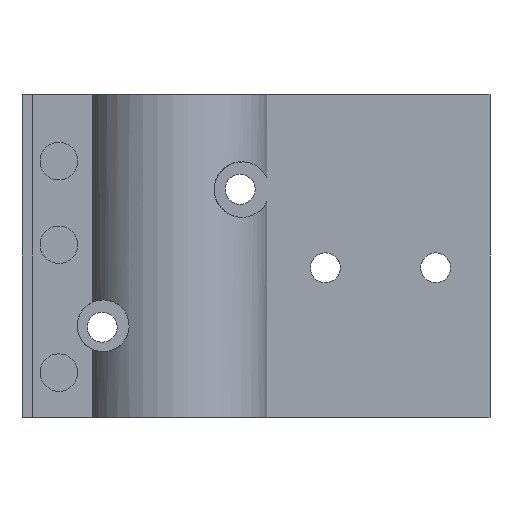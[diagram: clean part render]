
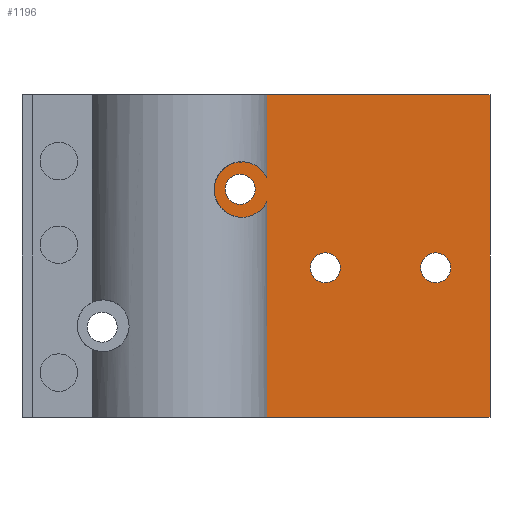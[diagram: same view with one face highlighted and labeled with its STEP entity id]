
A CAD part, front view. The second image highlights one B-rep face of the part: STEP entity #1196.
In plain terms, the highlighted planar face has unit normal (0, -1, 0).
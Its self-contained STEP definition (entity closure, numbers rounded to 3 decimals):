
#317 = VERTEX_POINT('',#318);
#318 = CARTESIAN_POINT('',(-2.528,-10.,20.));
#358 = PLANE('',#359);
#359 = AXIS2_PLACEMENT_3D('',#360,#361,#362);
#360 = CARTESIAN_POINT('',(-26.853,0.,20.));
#361 = DIRECTION('',(0.,0.,1.));
#362 = DIRECTION('',(1.,0.,0.));
#698 = EDGE_CURVE('',#317,#699,#701,.T.);
#699 = VERTEX_POINT('',#700);
#700 = CARTESIAN_POINT('',(35.575,-10.,20.));
#701 = SURFACE_CURVE('',#702,(#706,#713),.PCURVE_S1.);
#702 = LINE('',#703,#704);
#703 = CARTESIAN_POINT('',(-26.853,-10.,20.));
#704 = VECTOR('',#705,1.);
#705 = DIRECTION('',(1.,0.,0.));
#706 = PCURVE('',#358,#707);
#707 = DEFINITIONAL_REPRESENTATION('',(#708),#712);
#708 = LINE('',#709,#710);
#709 = CARTESIAN_POINT('',(0.,-10.));
#710 = VECTOR('',#711,1.);
#711 = DIRECTION('',(1.,0.));
#712 = ( GEOMETRIC_REPRESENTATION_CONTEXT(2) 
PARAMETRIC_REPRESENTATION_CONTEXT() REPRESENTATION_CONTEXT('2D SPACE',''
  ) );
#713 = PCURVE('',#714,#719);
#714 = PLANE('',#715);
#715 = AXIS2_PLACEMENT_3D('',#716,#717,#718);
#716 = CARTESIAN_POINT('',(4.361,-10.,-1.5));
#717 = DIRECTION('',(0.,1.,0.));
#718 = DIRECTION('',(0.,0.,1.));
#719 = DEFINITIONAL_REPRESENTATION('',(#720),#724);
#720 = LINE('',#721,#722);
#721 = CARTESIAN_POINT('',(21.5,-31.214));
#722 = VECTOR('',#723,1.);
#723 = DIRECTION('',(0.,1.));
#724 = ( GEOMETRIC_REPRESENTATION_CONTEXT(2) 
PARAMETRIC_REPRESENTATION_CONTEXT() REPRESENTATION_CONTEXT('2D SPACE',''
  ) );
#740 = PLANE('',#741);
#741 = AXIS2_PLACEMENT_3D('',#742,#743,#744);
#742 = CARTESIAN_POINT('',(35.575,0.,20.));
#743 = DIRECTION('',(1.,0.,0.));
#744 = DIRECTION('',(0.,0.,-1.));
#795 = PLANE('',#796);
#796 = AXIS2_PLACEMENT_3D('',#797,#798,#799);
#797 = CARTESIAN_POINT('',(-2.528,0.,-23.));
#798 = DIRECTION('',(-1.,0.,0.));
#799 = DIRECTION('',(0.,0.,1.));
#906 = VERTEX_POINT('',#907);
#907 = CARTESIAN_POINT('',(-2.528,-10.,-23.));
#921 = PLANE('',#922);
#922 = AXIS2_PLACEMENT_3D('',#923,#924,#925);
#923 = CARTESIAN_POINT('',(35.575,0.,-23.));
#924 = DIRECTION('',(0.,0.,-1.));
#925 = DIRECTION('',(-1.,0.,0.));
#1027 = CYLINDRICAL_SURFACE('',#1028,2.);
#1028 = AXIS2_PLACEMENT_3D('',#1029,#1030,#1031);
#1029 = CARTESIAN_POINT('',(2.243,0.,7.402));
#1030 = DIRECTION('',(0.,1.,0.));
#1031 = DIRECTION('',(1.,0.,0.));
#1152 = EDGE_CURVE('',#699,#1153,#1155,.T.);
#1153 = VERTEX_POINT('',#1154);
#1154 = CARTESIAN_POINT('',(35.575,-10.,-23.));
#1155 = SURFACE_CURVE('',#1156,(#1160,#1167),.PCURVE_S1.);
#1156 = LINE('',#1157,#1158);
#1157 = CARTESIAN_POINT('',(35.575,-10.,20.));
#1158 = VECTOR('',#1159,1.);
#1159 = DIRECTION('',(0.,0.,-1.));
#1160 = PCURVE('',#740,#1161);
#1161 = DEFINITIONAL_REPRESENTATION('',(#1162),#1166);
#1162 = LINE('',#1163,#1164);
#1163 = CARTESIAN_POINT('',(0.,-10.));
#1164 = VECTOR('',#1165,1.);
#1165 = DIRECTION('',(1.,0.));
#1166 = ( GEOMETRIC_REPRESENTATION_CONTEXT(2) 
PARAMETRIC_REPRESENTATION_CONTEXT() REPRESENTATION_CONTEXT('2D SPACE',''
  ) );
#1167 = PCURVE('',#714,#1168);
#1168 = DEFINITIONAL_REPRESENTATION('',(#1169),#1173);
#1169 = LINE('',#1170,#1171);
#1170 = CARTESIAN_POINT('',(21.5,31.214));
#1171 = VECTOR('',#1172,1.);
#1172 = DIRECTION('',(-1.,0.));
#1173 = ( GEOMETRIC_REPRESENTATION_CONTEXT(2) 
PARAMETRIC_REPRESENTATION_CONTEXT() REPRESENTATION_CONTEXT('2D SPACE',''
  ) );
#1196 = ADVANCED_FACE('',(#1197,#1243,#1273,#1308),#714,.F.);
#1197 = FACE_BOUND('',#1198,.F.);
#1198 = EDGE_LOOP('',(#1199,#1220,#1221,#1222));
#1199 = ORIENTED_EDGE('',*,*,#1200,.T.);
#1200 = EDGE_CURVE('',#906,#317,#1201,.T.);
#1201 = SURFACE_CURVE('',#1202,(#1206,#1213),.PCURVE_S1.);
#1202 = LINE('',#1203,#1204);
#1203 = CARTESIAN_POINT('',(-2.528,-10.,-12.25));
#1204 = VECTOR('',#1205,1.);
#1205 = DIRECTION('',(0.,0.,1.));
#1206 = PCURVE('',#714,#1207);
#1207 = DEFINITIONAL_REPRESENTATION('',(#1208),#1212);
#1208 = LINE('',#1209,#1210);
#1209 = CARTESIAN_POINT('',(-10.75,-6.889));
#1210 = VECTOR('',#1211,1.);
#1211 = DIRECTION('',(1.,0.));
#1212 = ( GEOMETRIC_REPRESENTATION_CONTEXT(2) 
PARAMETRIC_REPRESENTATION_CONTEXT() REPRESENTATION_CONTEXT('2D SPACE',''
  ) );
#1213 = PCURVE('',#795,#1214);
#1214 = DEFINITIONAL_REPRESENTATION('',(#1215),#1219);
#1215 = LINE('',#1216,#1217);
#1216 = CARTESIAN_POINT('',(10.75,-10.));
#1217 = VECTOR('',#1218,1.);
#1218 = DIRECTION('',(1.,0.));
#1219 = ( GEOMETRIC_REPRESENTATION_CONTEXT(2) 
PARAMETRIC_REPRESENTATION_CONTEXT() REPRESENTATION_CONTEXT('2D SPACE',''
  ) );
#1220 = ORIENTED_EDGE('',*,*,#698,.T.);
#1221 = ORIENTED_EDGE('',*,*,#1152,.T.);
#1222 = ORIENTED_EDGE('',*,*,#1223,.T.);
#1223 = EDGE_CURVE('',#1153,#906,#1224,.T.);
#1224 = SURFACE_CURVE('',#1225,(#1229,#1236),.PCURVE_S1.);
#1225 = LINE('',#1226,#1227);
#1226 = CARTESIAN_POINT('',(35.575,-10.,-23.));
#1227 = VECTOR('',#1228,1.);
#1228 = DIRECTION('',(-1.,0.,0.));
#1229 = PCURVE('',#714,#1230);
#1230 = DEFINITIONAL_REPRESENTATION('',(#1231),#1235);
#1231 = LINE('',#1232,#1233);
#1232 = CARTESIAN_POINT('',(-21.5,31.214));
#1233 = VECTOR('',#1234,1.);
#1234 = DIRECTION('',(-0.,-1.));
#1235 = ( GEOMETRIC_REPRESENTATION_CONTEXT(2) 
PARAMETRIC_REPRESENTATION_CONTEXT() REPRESENTATION_CONTEXT('2D SPACE',''
  ) );
#1236 = PCURVE('',#921,#1237);
#1237 = DEFINITIONAL_REPRESENTATION('',(#1238),#1242);
#1238 = LINE('',#1239,#1240);
#1239 = CARTESIAN_POINT('',(0.,-10.));
#1240 = VECTOR('',#1241,1.);
#1241 = DIRECTION('',(1.,0.));
#1242 = ( GEOMETRIC_REPRESENTATION_CONTEXT(2) 
PARAMETRIC_REPRESENTATION_CONTEXT() REPRESENTATION_CONTEXT('2D SPACE',''
  ) );
#1243 = FACE_BOUND('',#1244,.F.);
#1244 = EDGE_LOOP('',(#1245));
#1245 = ORIENTED_EDGE('',*,*,#1246,.T.);
#1246 = EDGE_CURVE('',#1247,#1247,#1249,.T.);
#1247 = VERTEX_POINT('',#1248);
#1248 = CARTESIAN_POINT('',(4.243,-10.,7.402));
#1249 = SURFACE_CURVE('',#1250,(#1255,#1266),.PCURVE_S1.);
#1250 = CIRCLE('',#1251,2.);
#1251 = AXIS2_PLACEMENT_3D('',#1252,#1253,#1254);
#1252 = CARTESIAN_POINT('',(2.243,-10.,7.402));
#1253 = DIRECTION('',(0.,-1.,0.));
#1254 = DIRECTION('',(1.,0.,0.));
#1255 = PCURVE('',#714,#1256);
#1256 = DEFINITIONAL_REPRESENTATION('',(#1257),#1265);
#1257 = ( BOUNDED_CURVE() B_SPLINE_CURVE(2,(#1258,#1259,#1260,#1261,
#1262,#1263,#1264),.UNSPECIFIED.,.T.,.F.) B_SPLINE_CURVE_WITH_KNOTS((1,2
    ,2,2,2,1),(-2.094,0.,2.094,4.189,
6.283,8.378),.UNSPECIFIED.) CURVE() 
GEOMETRIC_REPRESENTATION_ITEM() RATIONAL_B_SPLINE_CURVE((1.,0.5,1.,0.5,
1.,0.5,1.)) REPRESENTATION_ITEM('') );
#1258 = CARTESIAN_POINT('',(8.902,-0.118));
#1259 = CARTESIAN_POINT('',(12.366,-0.118));
#1260 = CARTESIAN_POINT('',(10.634,-3.118));
#1261 = CARTESIAN_POINT('',(8.902,-6.118));
#1262 = CARTESIAN_POINT('',(7.17,-3.118));
#1263 = CARTESIAN_POINT('',(5.438,-0.118));
#1264 = CARTESIAN_POINT('',(8.902,-0.118));
#1265 = ( GEOMETRIC_REPRESENTATION_CONTEXT(2) 
PARAMETRIC_REPRESENTATION_CONTEXT() REPRESENTATION_CONTEXT('2D SPACE',''
  ) );
#1266 = PCURVE('',#1027,#1267);
#1267 = DEFINITIONAL_REPRESENTATION('',(#1268),#1272);
#1268 = LINE('',#1269,#1270);
#1269 = CARTESIAN_POINT('',(-0.,-10.));
#1270 = VECTOR('',#1271,1.);
#1271 = DIRECTION('',(-1.,0.));
#1272 = ( GEOMETRIC_REPRESENTATION_CONTEXT(2) 
PARAMETRIC_REPRESENTATION_CONTEXT() REPRESENTATION_CONTEXT('2D SPACE',''
  ) );
#1273 = FACE_BOUND('',#1274,.F.);
#1274 = EDGE_LOOP('',(#1275));
#1275 = ORIENTED_EDGE('',*,*,#1276,.T.);
#1276 = EDGE_CURVE('',#1277,#1277,#1279,.T.);
#1277 = VERTEX_POINT('',#1278);
#1278 = CARTESIAN_POINT('',(15.614,-10.,-3.077));
#1279 = SURFACE_CURVE('',#1280,(#1285,#1296),.PCURVE_S1.);
#1280 = CIRCLE('',#1281,2.);
#1281 = AXIS2_PLACEMENT_3D('',#1282,#1283,#1284);
#1282 = CARTESIAN_POINT('',(13.614,-10.,-3.077));
#1283 = DIRECTION('',(0.,-1.,0.));
#1284 = DIRECTION('',(1.,0.,0.));
#1285 = PCURVE('',#714,#1286);
#1286 = DEFINITIONAL_REPRESENTATION('',(#1287),#1295);
#1287 = ( BOUNDED_CURVE() B_SPLINE_CURVE(2,(#1288,#1289,#1290,#1291,
#1292,#1293,#1294),.UNSPECIFIED.,.T.,.F.) B_SPLINE_CURVE_WITH_KNOTS((1,2
    ,2,2,2,1),(-2.094,0.,2.094,4.189,
6.283,8.378),.UNSPECIFIED.) CURVE() 
GEOMETRIC_REPRESENTATION_ITEM() RATIONAL_B_SPLINE_CURVE((1.,0.5,1.,0.5,
1.,0.5,1.)) REPRESENTATION_ITEM('') );
#1288 = CARTESIAN_POINT('',(-1.577,11.253));
#1289 = CARTESIAN_POINT('',(1.887,11.253));
#1290 = CARTESIAN_POINT('',(0.155,8.253));
#1291 = CARTESIAN_POINT('',(-1.577,5.253));
#1292 = CARTESIAN_POINT('',(-3.309,8.253));
#1293 = CARTESIAN_POINT('',(-5.041,11.253));
#1294 = CARTESIAN_POINT('',(-1.577,11.253));
#1295 = ( GEOMETRIC_REPRESENTATION_CONTEXT(2) 
PARAMETRIC_REPRESENTATION_CONTEXT() REPRESENTATION_CONTEXT('2D SPACE',''
  ) );
#1296 = PCURVE('',#1297,#1302);
#1297 = CYLINDRICAL_SURFACE('',#1298,2.);
#1298 = AXIS2_PLACEMENT_3D('',#1299,#1300,#1301);
#1299 = CARTESIAN_POINT('',(13.614,0.,-3.077));
#1300 = DIRECTION('',(0.,1.,0.));
#1301 = DIRECTION('',(1.,0.,0.));
#1302 = DEFINITIONAL_REPRESENTATION('',(#1303),#1307);
#1303 = LINE('',#1304,#1305);
#1304 = CARTESIAN_POINT('',(-0.,-10.));
#1305 = VECTOR('',#1306,1.);
#1306 = DIRECTION('',(-1.,0.));
#1307 = ( GEOMETRIC_REPRESENTATION_CONTEXT(2) 
PARAMETRIC_REPRESENTATION_CONTEXT() REPRESENTATION_CONTEXT('2D SPACE',''
  ) );
#1308 = FACE_BOUND('',#1309,.F.);
#1309 = EDGE_LOOP('',(#1310));
#1310 = ORIENTED_EDGE('',*,*,#1311,.T.);
#1311 = EDGE_CURVE('',#1312,#1312,#1314,.T.);
#1312 = VERTEX_POINT('',#1313);
#1313 = CARTESIAN_POINT('',(30.329,-10.,-3.077));
#1314 = SURFACE_CURVE('',#1315,(#1320,#1331),.PCURVE_S1.);
#1315 = CIRCLE('',#1316,2.);
#1316 = AXIS2_PLACEMENT_3D('',#1317,#1318,#1319);
#1317 = CARTESIAN_POINT('',(28.329,-10.,-3.077));
#1318 = DIRECTION('',(0.,-1.,0.));
#1319 = DIRECTION('',(1.,0.,0.));
#1320 = PCURVE('',#714,#1321);
#1321 = DEFINITIONAL_REPRESENTATION('',(#1322),#1330);
#1322 = ( BOUNDED_CURVE() B_SPLINE_CURVE(2,(#1323,#1324,#1325,#1326,
#1327,#1328,#1329),.UNSPECIFIED.,.T.,.F.) B_SPLINE_CURVE_WITH_KNOTS((1,2
    ,2,2,2,1),(-2.094,0.,2.094,4.189,
6.283,8.378),.UNSPECIFIED.) CURVE() 
GEOMETRIC_REPRESENTATION_ITEM() RATIONAL_B_SPLINE_CURVE((1.,0.5,1.,0.5,
1.,0.5,1.)) REPRESENTATION_ITEM('') );
#1323 = CARTESIAN_POINT('',(-1.577,25.968));
#1324 = CARTESIAN_POINT('',(1.887,25.968));
#1325 = CARTESIAN_POINT('',(0.155,22.968));
#1326 = CARTESIAN_POINT('',(-1.577,19.968));
#1327 = CARTESIAN_POINT('',(-3.309,22.968));
#1328 = CARTESIAN_POINT('',(-5.041,25.968));
#1329 = CARTESIAN_POINT('',(-1.577,25.968));
#1330 = ( GEOMETRIC_REPRESENTATION_CONTEXT(2) 
PARAMETRIC_REPRESENTATION_CONTEXT() REPRESENTATION_CONTEXT('2D SPACE',''
  ) );
#1331 = PCURVE('',#1332,#1337);
#1332 = CYLINDRICAL_SURFACE('',#1333,2.);
#1333 = AXIS2_PLACEMENT_3D('',#1334,#1335,#1336);
#1334 = CARTESIAN_POINT('',(28.329,0.,-3.077));
#1335 = DIRECTION('',(0.,1.,0.));
#1336 = DIRECTION('',(1.,0.,0.));
#1337 = DEFINITIONAL_REPRESENTATION('',(#1338),#1342);
#1338 = LINE('',#1339,#1340);
#1339 = CARTESIAN_POINT('',(-0.,-10.));
#1340 = VECTOR('',#1341,1.);
#1341 = DIRECTION('',(-1.,0.));
#1342 = ( GEOMETRIC_REPRESENTATION_CONTEXT(2) 
PARAMETRIC_REPRESENTATION_CONTEXT() REPRESENTATION_CONTEXT('2D SPACE',''
  ) );
